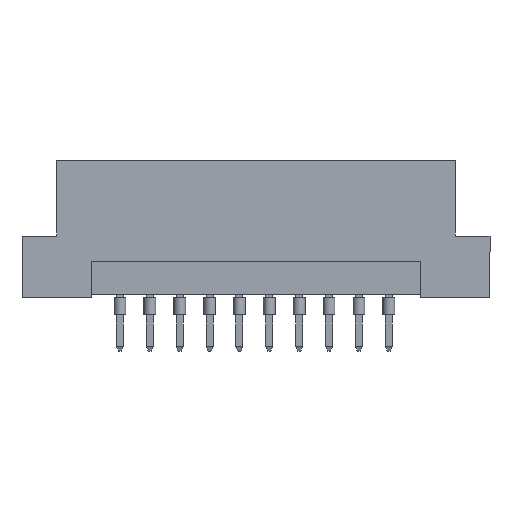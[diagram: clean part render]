
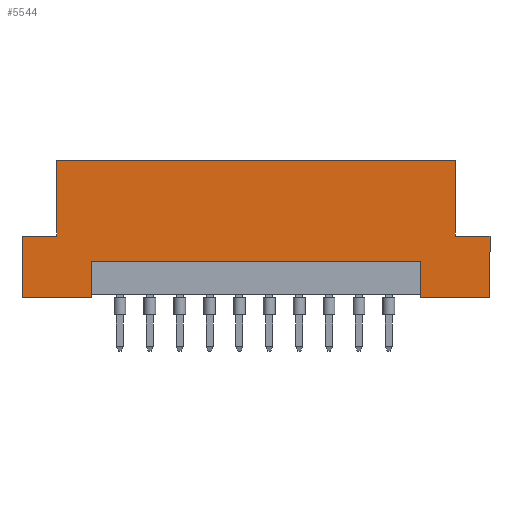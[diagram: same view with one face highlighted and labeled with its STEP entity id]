
A CAD part, front view. The second image highlights one B-rep face of the part: STEP entity #5544.
In plain terms, the highlighted planar face has unit normal (0, -1, 0).
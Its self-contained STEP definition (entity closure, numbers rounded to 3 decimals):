
#2 = EDGE_CURVE ( 'NONE', #1034, #5607, #896, .T. ) ;
#23 = ORIENTED_EDGE ( 'NONE', *, *, #3031, .T. ) ;
#95 = EDGE_CURVE ( 'NONE', #4793, #4737, #2273, .T. ) ;
#153 = VECTOR ( 'NONE', #4891, 1000. ) ;
#210 = CARTESIAN_POINT ( 'NONE',  ( 19.9, -4.3, 0. ) ) ;
#227 = VERTEX_POINT ( 'NONE', #4469 ) ;
#240 = ORIENTED_EDGE ( 'NONE', *, *, #4453, .F. ) ;
#254 = LINE ( 'NONE', #1654, #1618 ) ;
#370 = AXIS2_PLACEMENT_3D ( 'NONE', #1488, #4559, #4023 ) ;
#385 = DIRECTION ( 'NONE',  ( 1., 0., 0. ) ) ;
#522 = PLANE ( 'NONE',  #370 ) ;
#563 = CARTESIAN_POINT ( 'NONE',  ( 19.9, -4.3, 0. ) ) ;
#656 = DIRECTION ( 'NONE',  ( 1., 0., 0. ) ) ;
#657 = DIRECTION ( 'NONE',  ( 0., 0., 1. ) ) ;
#777 = CARTESIAN_POINT ( 'NONE',  ( -16.94, -4.3, 5.2 ) ) ;
#790 = CARTESIAN_POINT ( 'NONE',  ( -16.94, -4.3, 11.6 ) ) ;
#863 = CARTESIAN_POINT ( 'NONE',  ( -14., -4.3, 0.2 ) ) ;
#896 = LINE ( 'NONE', #5289, #1500 ) ;
#903 = CARTESIAN_POINT ( 'NONE',  ( 19.9, -4.3, 11.6 ) ) ;
#951 = LINE ( 'NONE', #5025, #4530 ) ;
#958 = FACE_OUTER_BOUND ( 'NONE', #1521, .T. ) ;
#1034 = VERTEX_POINT ( 'NONE', #4837 ) ;
#1052 = VECTOR ( 'NONE', #2596, 1000. ) ;
#1225 = VECTOR ( 'NONE', #3819, 1000. ) ;
#1243 = LINE ( 'NONE', #863, #1052 ) ;
#1278 = VERTEX_POINT ( 'NONE', #790 ) ;
#1376 = VERTEX_POINT ( 'NONE', #5286 ) ;
#1424 = LINE ( 'NONE', #563, #3414 ) ;
#1474 = CARTESIAN_POINT ( 'NONE',  ( 16.94, -4.3, 5.2 ) ) ;
#1488 = CARTESIAN_POINT ( 'NONE',  ( 19.9, -4.3, 11.6 ) ) ;
#1500 = VECTOR ( 'NONE', #4011, 1000. ) ;
#1521 = EDGE_LOOP ( 'NONE', ( #5079, #3607, #23, #4838, #240, #4283, #3942, #1916, #3512, #4458, #1973, #4427 ) ) ;
#1618 = VECTOR ( 'NONE', #3747, 1000. ) ;
#1654 = CARTESIAN_POINT ( 'NONE',  ( 14., -4.3, 0.2 ) ) ;
#1779 = CARTESIAN_POINT ( 'NONE',  ( 16.94, -4.3, 5.2 ) ) ;
#1810 = CARTESIAN_POINT ( 'NONE',  ( 19.9, -4.3, 0. ) ) ;
#1916 = ORIENTED_EDGE ( 'NONE', *, *, #4760, .F. ) ;
#1973 = ORIENTED_EDGE ( 'NONE', *, *, #95, .T. ) ;
#2069 = LINE ( 'NONE', #2122, #1225 ) ;
#2072 = EDGE_CURVE ( 'NONE', #5501, #4737, #1243, .T. ) ;
#2122 = CARTESIAN_POINT ( 'NONE',  ( 19.9, -4.3, 11.6 ) ) ;
#2184 = CARTESIAN_POINT ( 'NONE',  ( 19.9, -4.3, 5.2 ) ) ;
#2273 = LINE ( 'NONE', #1810, #4519 ) ;
#2378 = VECTOR ( 'NONE', #385, 1000. ) ;
#2475 = VERTEX_POINT ( 'NONE', #2184 ) ;
#2596 = DIRECTION ( 'NONE',  ( 0., 0., -1. ) ) ;
#2643 = VECTOR ( 'NONE', #3995, 1000. ) ;
#2794 = EDGE_CURVE ( 'NONE', #2475, #4251, #2069, .T. ) ;
#3000 = CARTESIAN_POINT ( 'NONE',  ( -14., -4.3, 0. ) ) ;
#3031 = EDGE_CURVE ( 'NONE', #227, #4251, #1424, .T. ) ;
#3137 = CARTESIAN_POINT ( 'NONE',  ( -19.9, -4.3, 11.6 ) ) ;
#3160 = CARTESIAN_POINT ( 'NONE',  ( -14., -4.3, 3. ) ) ;
#3330 = CARTESIAN_POINT ( 'NONE',  ( -16.94, -4.3, 5.2 ) ) ;
#3414 = VECTOR ( 'NONE', #656, 1000. ) ;
#3512 = ORIENTED_EDGE ( 'NONE', *, *, #2, .F. ) ;
#3562 = LINE ( 'NONE', #3137, #153 ) ;
#3607 = ORIENTED_EDGE ( 'NONE', *, *, #5124, .F. ) ;
#3747 = DIRECTION ( 'NONE',  ( 0., 0., 1. ) ) ;
#3819 = DIRECTION ( 'NONE',  ( 0., 0., -1. ) ) ;
#3903 = VERTEX_POINT ( 'NONE', #1779 ) ;
#3942 = ORIENTED_EDGE ( 'NONE', *, *, #5296, .F. ) ;
#3965 = LINE ( 'NONE', #4303, #2378 ) ;
#3991 = VECTOR ( 'NONE', #4724, 1000. ) ;
#3995 = DIRECTION ( 'NONE',  ( 1., 0., 0. ) ) ;
#4011 = DIRECTION ( 'NONE',  ( 1., 0., 0. ) ) ;
#4013 = DIRECTION ( 'NONE',  ( 1., 0., 0. ) ) ;
#4023 = DIRECTION ( 'NONE',  ( -1., 0., 0. ) ) ;
#4251 = VERTEX_POINT ( 'NONE', #210 ) ;
#4283 = ORIENTED_EDGE ( 'NONE', *, *, #4537, .T. ) ;
#4303 = CARTESIAN_POINT ( 'NONE',  ( -14., -4.3, 3. ) ) ;
#4372 = CARTESIAN_POINT ( 'NONE',  ( -19.9, -4.3, 0. ) ) ;
#4392 = LINE ( 'NONE', #903, #2643 ) ;
#4427 = ORIENTED_EDGE ( 'NONE', *, *, #2072, .F. ) ;
#4439 = LINE ( 'NONE', #1474, #4440 ) ;
#4440 = VECTOR ( 'NONE', #657, 1000. ) ;
#4453 = EDGE_CURVE ( 'NONE', #3903, #2475, #951, .T. ) ;
#4458 = ORIENTED_EDGE ( 'NONE', *, *, #4938, .T. ) ;
#4469 = CARTESIAN_POINT ( 'NONE',  ( 14., -4.3, 0. ) ) ;
#4519 = VECTOR ( 'NONE', #5300, 1000. ) ;
#4530 = VECTOR ( 'NONE', #4013, 1000. ) ;
#4537 = EDGE_CURVE ( 'NONE', #3903, #5403, #4439, .T. ) ;
#4559 = DIRECTION ( 'NONE',  ( 0., 1., 0. ) ) ;
#4694 = LINE ( 'NONE', #777, #3991 ) ;
#4724 = DIRECTION ( 'NONE',  ( 0., 0., 1. ) ) ;
#4737 = VERTEX_POINT ( 'NONE', #3000 ) ;
#4760 = EDGE_CURVE ( 'NONE', #5607, #1278, #4694, .T. ) ;
#4793 = VERTEX_POINT ( 'NONE', #4372 ) ;
#4837 = CARTESIAN_POINT ( 'NONE',  ( -19.9, -4.3, 5.2 ) ) ;
#4838 = ORIENTED_EDGE ( 'NONE', *, *, #2794, .F. ) ;
#4891 = DIRECTION ( 'NONE',  ( 0., 0., -1. ) ) ;
#4938 = EDGE_CURVE ( 'NONE', #1034, #4793, #3562, .T. ) ;
#5025 = CARTESIAN_POINT ( 'NONE',  ( 19.9, -4.3, 5.2 ) ) ;
#5079 = ORIENTED_EDGE ( 'NONE', *, *, #5400, .T. ) ;
#5124 = EDGE_CURVE ( 'NONE', #227, #1376, #254, .T. ) ;
#5239 = CARTESIAN_POINT ( 'NONE',  ( 16.94, -4.3, 11.6 ) ) ;
#5286 = CARTESIAN_POINT ( 'NONE',  ( 14., -4.3, 3. ) ) ;
#5289 = CARTESIAN_POINT ( 'NONE',  ( -19.9, -4.3, 5.2 ) ) ;
#5296 = EDGE_CURVE ( 'NONE', #1278, #5403, #4392, .T. ) ;
#5300 = DIRECTION ( 'NONE',  ( 1., 0., 0. ) ) ;
#5400 = EDGE_CURVE ( 'NONE', #5501, #1376, #3965, .T. ) ;
#5403 = VERTEX_POINT ( 'NONE', #5239 ) ;
#5501 = VERTEX_POINT ( 'NONE', #3160 ) ;
#5544 = ADVANCED_FACE ( 'NONE', ( #958 ), #522, .F. ) ;
#5607 = VERTEX_POINT ( 'NONE', #3330 ) ;
